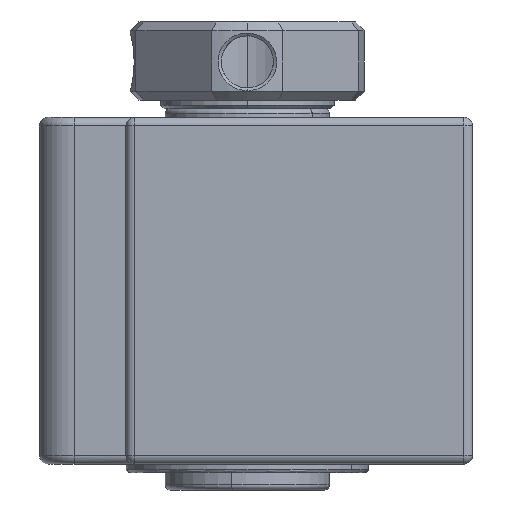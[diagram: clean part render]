
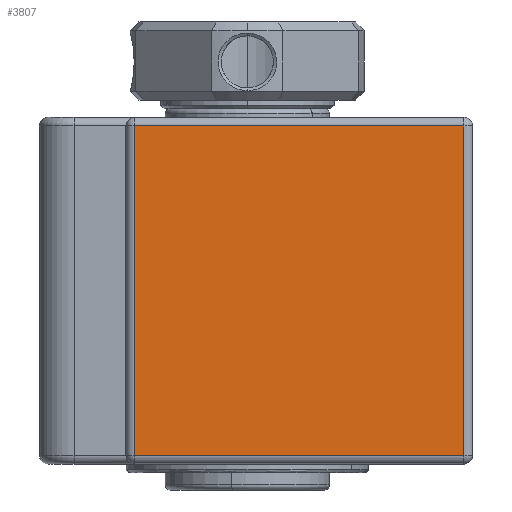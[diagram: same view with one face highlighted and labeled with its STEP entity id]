
A CAD part, left-side view. The second image highlights one B-rep face of the part: STEP entity #3807.
In plain terms, the highlighted planar face has unit normal (-1, 0, 0).
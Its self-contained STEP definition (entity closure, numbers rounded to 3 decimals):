
#179 = LINE ( 'NONE', #5107, #2186 ) ;
#225 = VERTEX_POINT ( 'NONE', #5544 ) ;
#227 = ORIENTED_EDGE ( 'NONE', *, *, #6758, .T. ) ;
#518 = DIRECTION ( 'NONE',  ( 1., 0., 0. ) ) ;
#725 = AXIS2_PLACEMENT_3D ( 'NONE', #8169, #518, #6487 ) ;
#746 = DIRECTION ( 'NONE',  ( 0., 1., 0. ) ) ;
#1045 = VERTEX_POINT ( 'NONE', #1509 ) ;
#1247 = CARTESIAN_POINT ( 'NONE',  ( -21., -12., 10. ) ) ;
#1509 = CARTESIAN_POINT ( 'NONE',  ( -21., -12., 9.5 ) ) ;
#1602 = EDGE_CURVE ( 'NONE', #6464, #225, #10719, .T. ) ;
#2186 = VECTOR ( 'NONE', #5969, 1000. ) ;
#2746 = CARTESIAN_POINT ( 'NONE',  ( -21., 7., 10. ) ) ;
#3132 = VECTOR ( 'NONE', #8943, 1000. ) ;
#3480 = ORIENTED_EDGE ( 'NONE', *, *, #7920, .T. ) ;
#3628 = VECTOR ( 'NONE', #9582, 1000. ) ;
#3807 = ADVANCED_FACE ( 'NONE', ( #8685 ), #9886, .F. ) ;
#4109 = EDGE_LOOP ( 'NONE', ( #3480, #227, #10787, #10459 ) ) ;
#4484 = EDGE_CURVE ( 'NONE', #1045, #6464, #8673, .T. ) ;
#4762 = CARTESIAN_POINT ( 'NONE',  ( -21., 7., 9.5 ) ) ;
#5107 = CARTESIAN_POINT ( 'NONE',  ( -21., -12.5, -9.5 ) ) ;
#5420 = LINE ( 'NONE', #1247, #3132 ) ;
#5544 = CARTESIAN_POINT ( 'NONE',  ( -21., 7., -9.5 ) ) ;
#5969 = DIRECTION ( 'NONE',  ( 0., -1., 0. ) ) ;
#6464 = VERTEX_POINT ( 'NONE', #4762 ) ;
#6487 = DIRECTION ( 'NONE',  ( 0., 1., 0. ) ) ;
#6758 = EDGE_CURVE ( 'NONE', #6830, #1045, #5420, .T. ) ;
#6830 = VERTEX_POINT ( 'NONE', #7332 ) ;
#7332 = CARTESIAN_POINT ( 'NONE',  ( -21., -12., -9.5 ) ) ;
#7537 = CARTESIAN_POINT ( 'NONE',  ( -21., 7.5, 9.5 ) ) ;
#7920 = EDGE_CURVE ( 'NONE', #225, #6830, #179, .T. ) ;
#8169 = CARTESIAN_POINT ( 'NONE',  ( -21., 7.5, 10. ) ) ;
#8673 = LINE ( 'NONE', #7537, #10693 ) ;
#8685 = FACE_OUTER_BOUND ( 'NONE', #4109, .T. ) ;
#8943 = DIRECTION ( 'NONE',  ( 0., 0., 1. ) ) ;
#9582 = DIRECTION ( 'NONE',  ( 0., 0., -1. ) ) ;
#9886 = PLANE ( 'NONE',  #725 ) ;
#10459 = ORIENTED_EDGE ( 'NONE', *, *, #1602, .T. ) ;
#10693 = VECTOR ( 'NONE', #746, 1000. ) ;
#10719 = LINE ( 'NONE', #2746, #3628 ) ;
#10787 = ORIENTED_EDGE ( 'NONE', *, *, #4484, .T. ) ;
